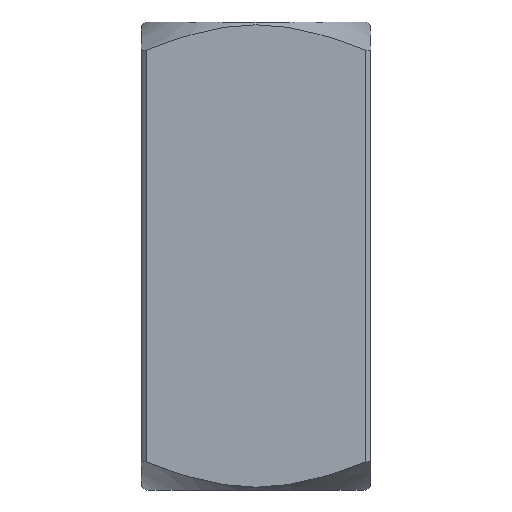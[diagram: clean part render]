
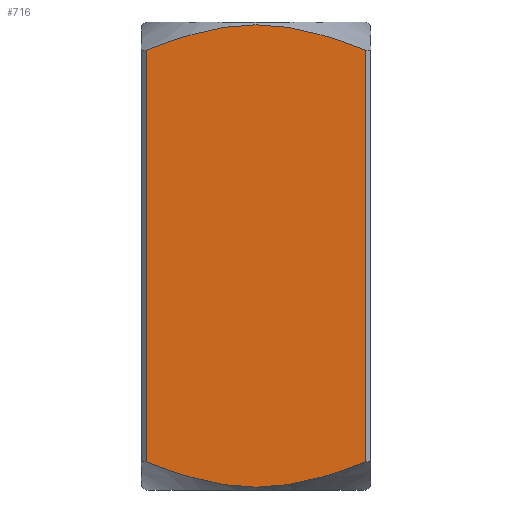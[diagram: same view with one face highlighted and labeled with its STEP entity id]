
A CAD part, front view. The second image highlights one B-rep face of the part: STEP entity #716.
In plain terms, the highlighted planar face has unit normal (0, -1, 0).
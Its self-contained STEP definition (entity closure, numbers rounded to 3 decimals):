
#16=(
BOUNDED_CURVE()
B_SPLINE_CURVE(2,(#1231,#1232,#1233),.UNSPECIFIED.,.F.,.F.)
B_SPLINE_CURVE_WITH_KNOTS((3,3),(8.082,13.153),
 .UNSPECIFIED.)
CURVE()
GEOMETRIC_REPRESENTATION_ITEM()
RATIONAL_B_SPLINE_CURVE((1.693,1.693,1.42))
REPRESENTATION_ITEM('')
);
#17=(
BOUNDED_CURVE()
B_SPLINE_CURVE(2,(#1236,#1237,#1238),.UNSPECIFIED.,.F.,.F.)
B_SPLINE_CURVE_WITH_KNOTS((3,3),(3.01,8.082),
 .UNSPECIFIED.)
CURVE()
GEOMETRIC_REPRESENTATION_ITEM()
RATIONAL_B_SPLINE_CURVE((1.42,1.693,1.693))
REPRESENTATION_ITEM('')
);
#24=(
BOUNDED_CURVE()
B_SPLINE_CURVE(2,(#1264,#1265,#1266),.UNSPECIFIED.,.F.,.F.)
B_SPLINE_CURVE_WITH_KNOTS((3,3),(3.01,8.082),
 .UNSPECIFIED.)
CURVE()
GEOMETRIC_REPRESENTATION_ITEM()
RATIONAL_B_SPLINE_CURVE((1.42,1.693,1.693))
REPRESENTATION_ITEM('')
);
#25=(
BOUNDED_CURVE()
B_SPLINE_CURVE(2,(#1268,#1269,#1270),.UNSPECIFIED.,.F.,.F.)
B_SPLINE_CURVE_WITH_KNOTS((3,3),(8.082,13.153),
 .UNSPECIFIED.)
CURVE()
GEOMETRIC_REPRESENTATION_ITEM()
RATIONAL_B_SPLINE_CURVE((1.693,1.693,1.42))
REPRESENTATION_ITEM('')
);
#104=LINE('',#1228,#130);
#106=LINE('',#1271,#132);
#130=VECTOR('',#994,10.);
#132=VECTOR('',#1000,10.);
#188=FACE_OUTER_BOUND('',#231,.T.);
#231=EDGE_LOOP('',(#621,#622,#623,#624,#625,#626));
#341=VERTEX_POINT('',#1217);
#344=VERTEX_POINT('',#1224);
#345=VERTEX_POINT('',#1230);
#346=VERTEX_POINT('',#1235);
#352=VERTEX_POINT('',#1263);
#353=VERTEX_POINT('',#1267);
#437=EDGE_CURVE('',#344,#341,#104,.T.);
#438=EDGE_CURVE('',#345,#341,#16,.T.);
#440=EDGE_CURVE('',#346,#345,#17,.T.);
#447=EDGE_CURVE('',#344,#352,#24,.T.);
#448=EDGE_CURVE('',#352,#353,#25,.T.);
#449=EDGE_CURVE('',#346,#353,#106,.T.);
#621=ORIENTED_EDGE('',*,*,#437,.F.);
#622=ORIENTED_EDGE('',*,*,#447,.T.);
#623=ORIENTED_EDGE('',*,*,#448,.T.);
#624=ORIENTED_EDGE('',*,*,#449,.F.);
#625=ORIENTED_EDGE('',*,*,#440,.T.);
#626=ORIENTED_EDGE('',*,*,#438,.T.);
#682=PLANE('',#820);
#716=ADVANCED_FACE('',(#188),#682,.T.);
#820=AXIS2_PLACEMENT_3D('',#1262,#998,#999);
#994=DIRECTION('',(0.,0.,1.));
#998=DIRECTION('center_axis',(0.,-1.,0.));
#999=DIRECTION('ref_axis',(0.,0.,-1.));
#1000=DIRECTION('',(0.,0.,-1.));
#1217=CARTESIAN_POINT('',(-33.5,-35.,134.37));
#1224=CARTESIAN_POINT('',(-33.5,-35.,8.63));
#1228=CARTESIAN_POINT('',(-33.5,-35.,0.));
#1230=CARTESIAN_POINT('',(0.,-35.,142.134));
#1231=CARTESIAN_POINT('Ctrl Pts',(0.,-35.,142.134));
#1232=CARTESIAN_POINT('Ctrl Pts',(-14.051,-35.,142.134));
#1233=CARTESIAN_POINT('Ctrl Pts',(-33.5,-35.,134.37));
#1235=CARTESIAN_POINT('',(33.5,-35.,134.37));
#1236=CARTESIAN_POINT('Ctrl Pts',(33.5,-35.,134.37));
#1237=CARTESIAN_POINT('Ctrl Pts',(14.051,-35.,142.134));
#1238=CARTESIAN_POINT('Ctrl Pts',(0.,-35.,142.134));
#1262=CARTESIAN_POINT('Origin',(35.,-35.,0.));
#1263=CARTESIAN_POINT('',(0.,-35.,0.866));
#1264=CARTESIAN_POINT('Ctrl Pts',(-33.5,-35.,8.63));
#1265=CARTESIAN_POINT('Ctrl Pts',(-14.051,-35.,0.866));
#1266=CARTESIAN_POINT('Ctrl Pts',(0.,-35.,0.866));
#1267=CARTESIAN_POINT('',(33.5,-35.,8.63));
#1268=CARTESIAN_POINT('Ctrl Pts',(0.,-35.,0.866));
#1269=CARTESIAN_POINT('Ctrl Pts',(14.051,-35.,0.866));
#1270=CARTESIAN_POINT('Ctrl Pts',(33.5,-35.,8.63));
#1271=CARTESIAN_POINT('',(33.5,-35.,0.));
